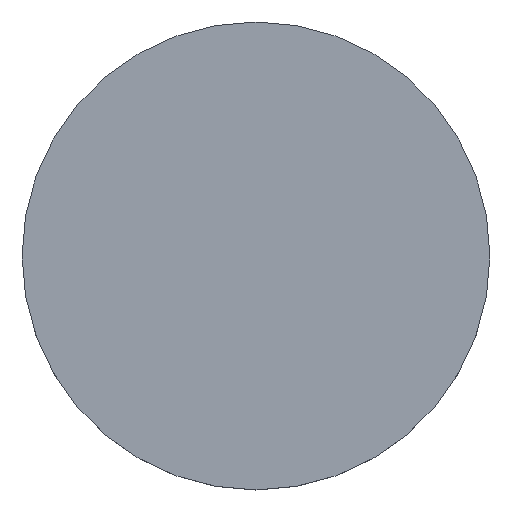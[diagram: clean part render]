
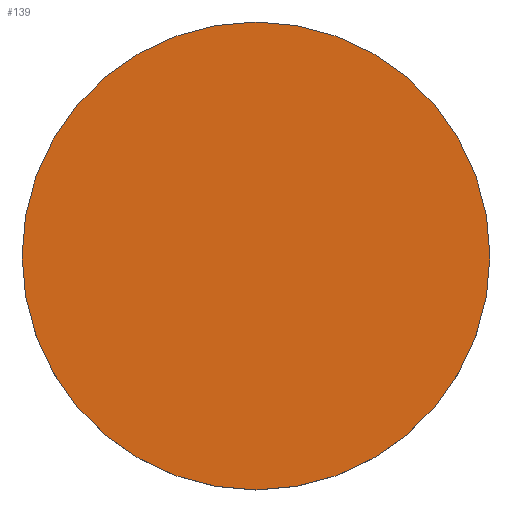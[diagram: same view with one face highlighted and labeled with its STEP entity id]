
A CAD part, top view. The second image highlights one B-rep face of the part: STEP entity #139.
In plain terms, the highlighted planar face has unit normal (0, 0, 1).
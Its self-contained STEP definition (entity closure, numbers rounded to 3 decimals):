
#2 = DIRECTION ( 'NONE',  ( 0., 0., 1. ) ) ;
#4 = AXIS2_PLACEMENT_3D ( 'NONE', #37, #2, #6 ) ;
#6 = DIRECTION ( 'NONE',  ( 1., 0., 0. ) ) ;
#27 = AXIS2_PLACEMENT_3D ( 'NONE', #101, #42, #90 ) ;
#30 = ORIENTED_EDGE ( 'NONE', *, *, #163, .T. ) ;
#37 = CARTESIAN_POINT ( 'NONE',  ( 0., 0., 3. ) ) ;
#42 = DIRECTION ( 'NONE',  ( 0., 0., 1. ) ) ;
#60 = CIRCLE ( 'NONE', #4, 25. ) ;
#63 = DIRECTION ( 'NONE',  ( 0., 0., 1. ) ) ;
#78 = DIRECTION ( 'NONE',  ( 1., 0., 0. ) ) ;
#89 = EDGE_CURVE ( 'NONE', #152, #99, #148, .T. ) ;
#90 = DIRECTION ( 'NONE',  ( 1., 0., 0. ) ) ;
#99 = VERTEX_POINT ( 'NONE', #102 ) ;
#101 = CARTESIAN_POINT ( 'NONE',  ( 0., 0., 3. ) ) ;
#102 = CARTESIAN_POINT ( 'NONE',  ( -25., 0., 3. ) ) ;
#105 = CARTESIAN_POINT ( 'NONE',  ( 25., 0., 3. ) ) ;
#111 = AXIS2_PLACEMENT_3D ( 'NONE', #112, #63, #78 ) ;
#112 = CARTESIAN_POINT ( 'NONE',  ( 0., 0., 3. ) ) ;
#138 = FACE_OUTER_BOUND ( 'NONE', #168, .T. ) ;
#139 = ADVANCED_FACE ( 'NONE', ( #138 ), #160, .T. ) ;
#148 = CIRCLE ( 'NONE', #111, 25. ) ;
#152 = VERTEX_POINT ( 'NONE', #105 ) ;
#160 = PLANE ( 'NONE',  #27 ) ;
#163 = EDGE_CURVE ( 'NONE', #99, #152, #60, .T. ) ;
#168 = EDGE_LOOP ( 'NONE', ( #30, #171 ) ) ;
#171 = ORIENTED_EDGE ( 'NONE', *, *, #89, .T. ) ;
